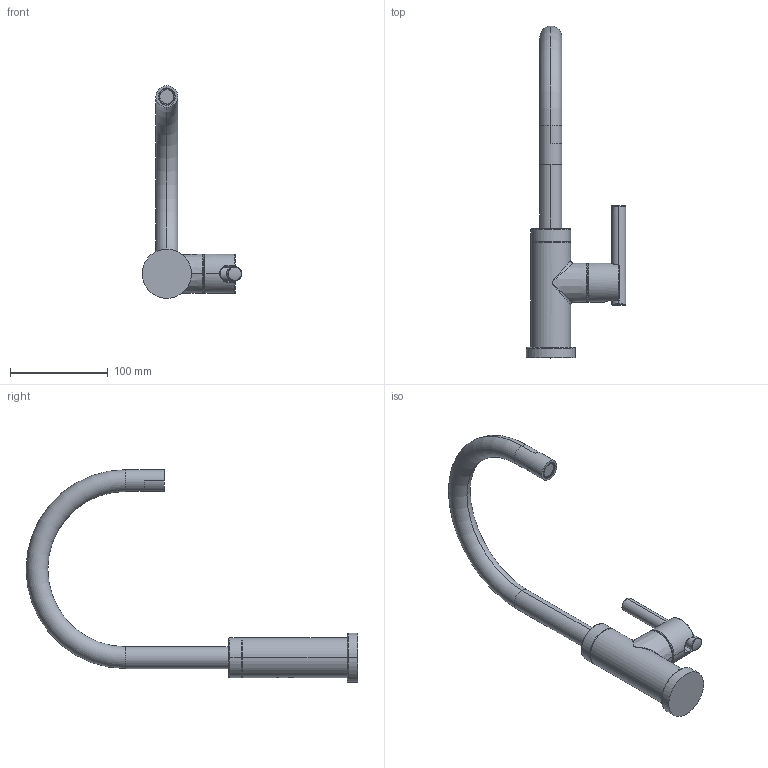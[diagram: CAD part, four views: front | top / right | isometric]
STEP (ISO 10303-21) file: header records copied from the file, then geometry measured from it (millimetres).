
FILE_DESCRIPTION((''),'2;1');
FILE_NAME('1500-5233_SW0001','2023-12-06T11:33:50',('rsmith'),(''),'CREO PARAMETRIC BY PTC INC, 2023134','CREO PARAMETRIC BY PTC INC, 2023134','');
FILE_SCHEMA(('CONFIG_CONTROL_DESIGN'));
Length unit declared in the file: inch
Products named in the file (1): 1500-5233_SW0001
Bounding box: 101.79 x 339.09 x 217.26 mm (x, y, z)
Volume: 420857.3 mm3; surface area: 64516.1 mm2
Topology: 2 solids, 2 shells, 142 faces, 315 edges, 188 vertices
Faces by surface type: cylinder 51, plane 37, torus 24, bspline 16, cone 10, sphere 4
Entity records: 6452 total; most frequent: CARTESIAN_POINT 3320, DIRECTION 675, ORIENTED_EDGE 630, EDGE_CURVE 315, AXIS2_PLACEMENT_3D 290, VERTEX_POINT 188, CIRCLE 164, EDGE_LOOP 153
